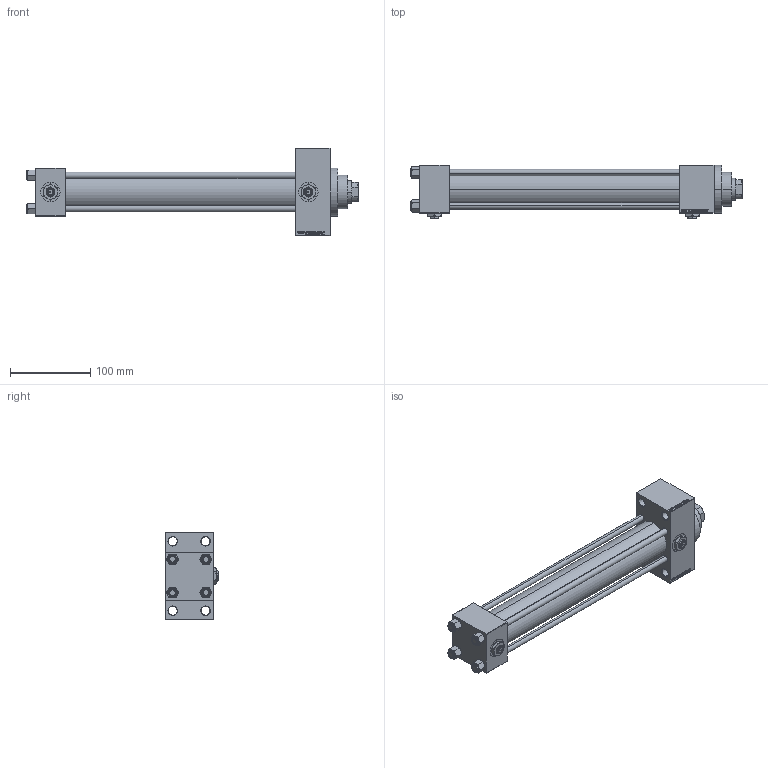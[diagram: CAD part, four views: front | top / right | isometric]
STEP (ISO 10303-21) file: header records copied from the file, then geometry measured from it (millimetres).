
FILE_DESCRIPTION (( 'STEP AP203' ), '1' );
FILE_NAME ('044c.STEP', '2025-09-18T13:09:55', ( '' ), ( '' ), 'SwSTEP 2.0', 'SolidWorks 2019', '' );
FILE_SCHEMA (( 'CONFIG_CONTROL_DESIGN' ));
Length unit declared in the file: millimetre
Products named in the file (7): 044c; V215CR_D_Body 0859e08d1a5584f37b3c84b9753cfcf7; V215_VC_A 0859e08d1a5584f37b3c84b9753cfcf7; Zatka_pro_OIL_PORT 0859e08d1a5584f37b3c84b9753cfcf7; V215CR_VCP_D 0859e08d1a5584f37b3c84b9753cfcf7; NUT_M5_D 0859e08d1a5584f37b3c84b9753cfcf7; V215CR_D_TYCINKA 0859e08d1a5584f37b3c84b9753cfcf7
Assembly tree (13 placements, depth 2):
  044c
    V215CR_D_Body 0859e08d1a5584f37b3c84b9753cfcf7
    V215CR_VCP_D 0859e08d1a5584f37b3c84b9753cfcf7
    NUT_M5_D 0859e08d1a5584f37b3c84b9753cfcf7  x4
    V215CR_D_TYCINKA 0859e08d1a5584f37b3c84b9753cfcf7  x4
    V215_VC_A 0859e08d1a5584f37b3c84b9753cfcf7
    Zatka_pro_OIL_PORT 0859e08d1a5584f37b3c84b9753cfcf7  x2
Bounding box: 415 x 67 x 109 mm (x, y, z)
Volume: 808092.8 mm3; surface area: 237158.3 mm2
Topology: 13 solids, 13 shells, 1205 faces, 2990 edges, 1926 vertices
Faces by surface type: plane 546, bspline 368, cone 184, cylinder 99, torus 8
Entity records: 49302 total; most frequent: CARTESIAN_POINT 25699, ORIENTED_EDGE 5280, DIRECTION 3454, EDGE_CURVE 2640, VERTEX_POINT 1724, LINE 1554, VECTOR 1554, EDGE_LOOP 1180
